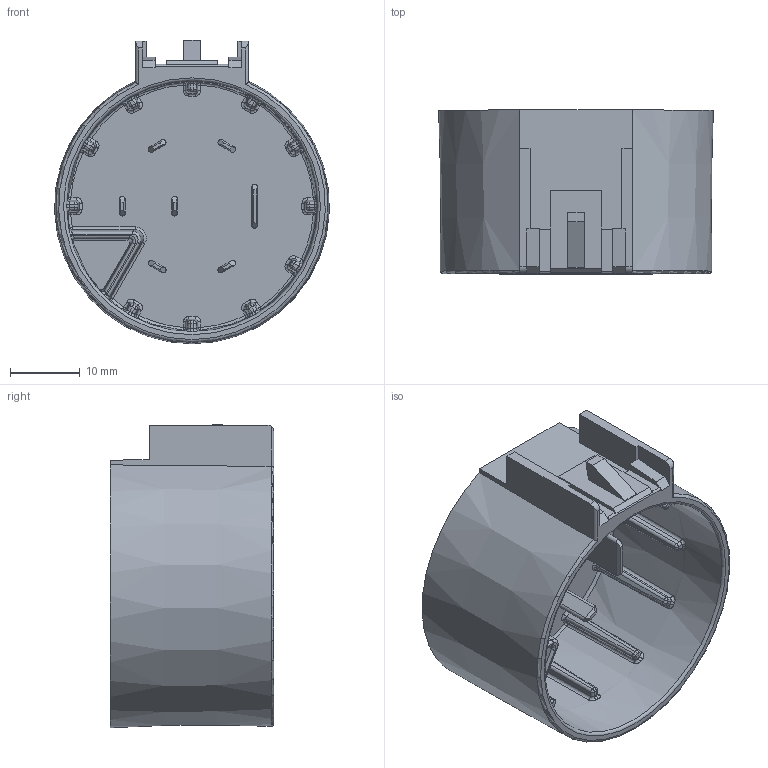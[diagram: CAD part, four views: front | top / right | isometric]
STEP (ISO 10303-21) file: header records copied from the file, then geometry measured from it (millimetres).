
FILE_DESCRIPTION(/* description */ (''),/* implementation_level */ '2;1');
FILE_NAME(/* name */ '7 Way.stp',/* time_stamp */ '2015-12-10T10:08:47-05:00',/* author */ (''),/* organization */ (''),/* preprocessor_version */ 'ST-DEVELOPER v15',/* originating_system */ 'SIEMENS PLM Software NX 9.0',/* authorisation */ '');
FILE_SCHEMA (('CONFIG_CONTROL_DESIGN'));
Length unit declared in the file: millimetre
Products named in the file (1): 7 Way
Bounding box: 39.46 x 23.5 x 43.59 mm (x, y, z)
Volume: 7504.6 mm3; surface area: 9655.5 mm2
Topology: 8 solids, 8 shells, 439 faces, 1045 edges, 597 vertices
Faces by surface type: plane 158, cylinder 129, bspline 77, sphere 46, torus 27, cone 2
Entity records: 13919 total; most frequent: CARTESIAN_POINT 4116, DIRECTION 2066, ORIENTED_EDGE 2030, EDGE_CURVE 1015, AXIS2_PLACEMENT_3D 802, VERTEX_POINT 596, LINE 462, VECTOR 462
